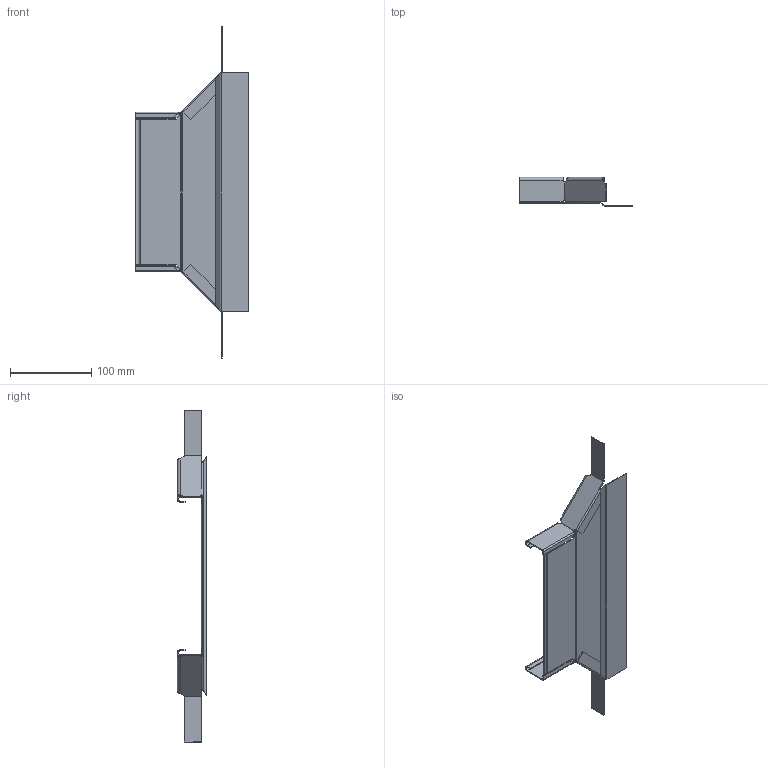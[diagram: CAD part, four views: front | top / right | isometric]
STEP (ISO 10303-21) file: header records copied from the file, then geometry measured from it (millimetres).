
FILE_DESCRIPTION (( 'STEP AP214' ), '1' );
FILE_NAME ('6042103.STEP', '2024-10-22T11:57:29', ( '' ), ( '' ), 'SwSTEP 2.0', 'SolidWorks 2024', '' );
FILE_SCHEMA (( 'AUTOMOTIVE_DESIGN' ));
Length unit declared in the file: millimetre
Products named in the file (4): 6042103; 167752_200; 180291_35 L; 180291_35 R
Assembly tree (3 placements, depth 2):
  6042103
    167752_200
    180291_35 L
    180291_35 R
Bounding box: 140.19 x 36.25 x 408.27 mm (x, y, z)
Volume: 43298.7 mm3; surface area: 97661.8 mm2
Topology: 3 solids, 3 shells, 180 faces, 394 edges, 220 vertices
Faces by surface type: plane 106, cylinder 50, bspline 24
Entity records: 5423 total; most frequent: CARTESIAN_POINT 1644, ORIENTED_EDGE 788, DIRECTION 688, EDGE_CURVE 394, LINE 236, VECTOR 236, AXIS2_PLACEMENT_3D 226, VERTEX_POINT 220
